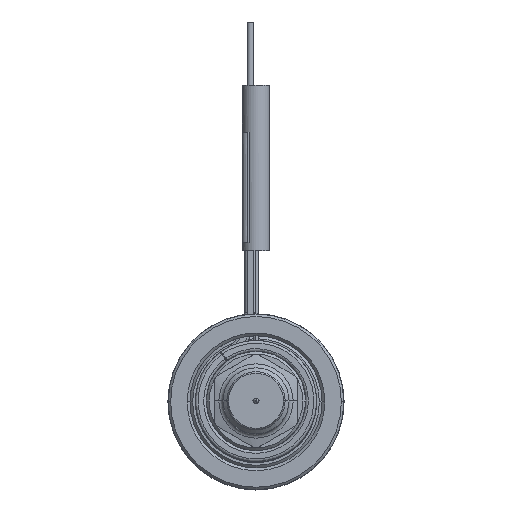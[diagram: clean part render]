
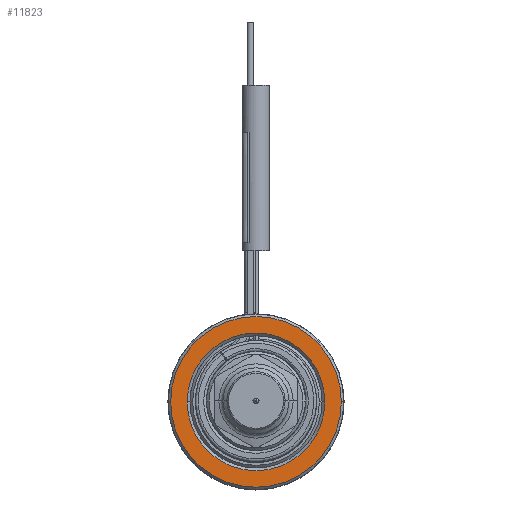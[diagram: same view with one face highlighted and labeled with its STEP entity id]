
A CAD part, top view. The second image highlights one B-rep face of the part: STEP entity #11823.
In plain terms, the highlighted planar face has unit normal (0, 0, 1).
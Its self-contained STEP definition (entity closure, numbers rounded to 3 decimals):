
#2686=CARTESIAN_POINT('',(0.,0.,25.));
#2687=DIRECTION('',(0.,0.,-1.));
#2688=DIRECTION('',(-1.,0.,0.));
#2689=AXIS2_PLACEMENT_3D('',#2686,#2687,#2688);
#2700=CARTESIAN_POINT('',(0.,0.,25.));
#2701=DIRECTION('',(0.,0.,-1.));
#2702=DIRECTION('',(1.,0.,0.));
#2703=AXIS2_PLACEMENT_3D('',#2700,#2701,#2702);
#2714=CARTESIAN_POINT('',(0.,0.,
25.));
#2715=DIRECTION('',(0.,0.,-1.));
#2716=DIRECTION('',(1.,0.,0.));
#2717=AXIS2_PLACEMENT_3D('',#2714,#2715,#2716);
#2728=CARTESIAN_POINT('',(0.,0.,25.));
#2729=DIRECTION('',(0.,0.,-1.));
#2730=DIRECTION('',(-1.,0.,0.));
#2731=AXIS2_PLACEMENT_3D('',#2728,#2729,#2730);
#7385=CARTESIAN_POINT('',(15.5,0.,25.));
#7386=CARTESIAN_POINT('',(-15.5,0.,
25.));
#7387=VERTEX_POINT('',#7385);
#7388=VERTEX_POINT('',#7386);
#7389=CARTESIAN_POINT('',(12.5,0.,25.));
#7390=CARTESIAN_POINT('',(-12.5,0.,25.));
#7391=VERTEX_POINT('',#7389);
#7392=VERTEX_POINT('',#7390);
#11808=CARTESIAN_POINT('',(0.,0.,25.));
#11809=DIRECTION('',(0.,0.,1.));
#11810=DIRECTION('',(-1.,0.,0.));
#11811=AXIS2_PLACEMENT_3D('',#11808,#11809,#11810);
#11812=PLANE('',#11811);
#11813=ORIENTED_EDGE('',*,*,#11790,.T.);
#11814=ORIENTED_EDGE('',*,*,#11775,.T.);
#11815=EDGE_LOOP('',(#11813,#11814));
#11816=FACE_OUTER_BOUND('',#11815,.F.);
#11818=ORIENTED_EDGE('',*,*,#11817,.F.);
#11820=ORIENTED_EDGE('',*,*,#11819,.F.);
#11821=EDGE_LOOP('',(#11818,#11820));
#11822=FACE_BOUND('',#11821,.F.);
#2690=CIRCLE('',#2689,15.5);
#2704=CIRCLE('',#2703,15.5);
#2718=CIRCLE('',#2717,12.5);
#2732=CIRCLE('',#2731,12.5);
#11775=EDGE_CURVE('',#7388,#7387,#2690,.T.);
#11790=EDGE_CURVE('',#7387,#7388,#2704,.T.);
#11817=EDGE_CURVE('',#7391,#7392,#2718,.T.);
#11819=EDGE_CURVE('',#7392,#7391,#2732,.T.);
#11823=ADVANCED_FACE('',(#11816,#11822),#11812,.T.);
